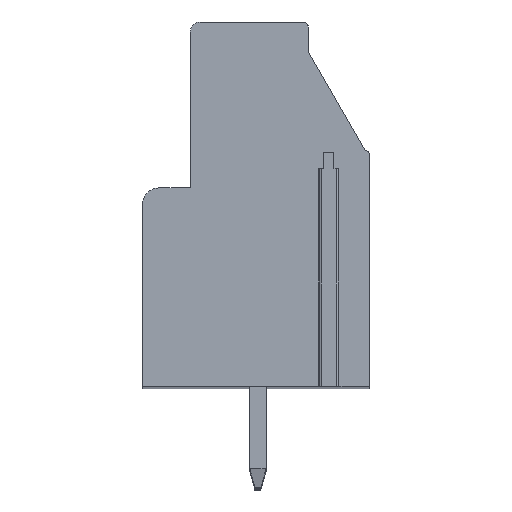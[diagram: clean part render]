
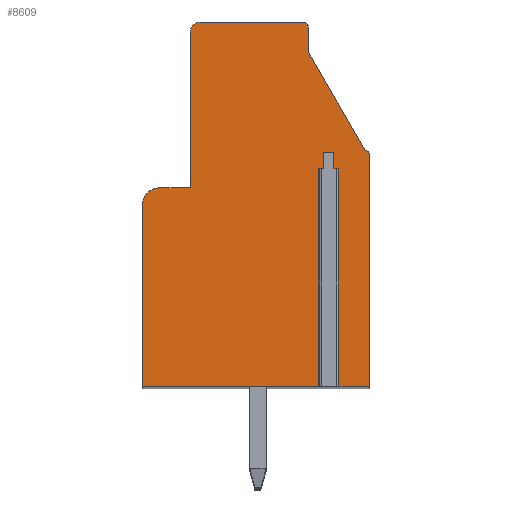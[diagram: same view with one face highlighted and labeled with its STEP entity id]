
A CAD part, top view. The second image highlights one B-rep face of the part: STEP entity #8609.
In plain terms, the highlighted planar face has unit normal (0, 0, 1).
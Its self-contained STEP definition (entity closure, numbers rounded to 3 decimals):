
#2691=DIRECTION('',(-1.,0.,0.));
#2692=VECTOR('',#2691,0.5);
#2693=CARTESIAN_POINT('',(3.85,2.55,3.75));
#2694=LINE('',#2693,#2692);
#2695=DIRECTION('',(0.,1.,0.));
#2696=VECTOR('',#2695,0.8);
#2697=CARTESIAN_POINT('',(3.35,1.75,3.75));
#2698=LINE('',#2697,#2696);
#2699=DIRECTION('',(0.,1.,0.));
#2700=VECTOR('',#2699,10.75);
#2701=CARTESIAN_POINT('',(3.35,-9.,3.75));
#2702=LINE('',#2701,#2700);
#2703=DIRECTION('',(1.,0.,0.));
#2704=VECTOR('',#2703,8.95);
#2705=CARTESIAN_POINT('',(-5.6,-9.,3.75));
#2706=LINE('',#2705,#2704);
#2707=DIRECTION('',(0.,-1.,0.));
#2708=VECTOR('',#2707,9.);
#2709=CARTESIAN_POINT('',(-5.6,0.,3.75));
#2710=LINE('',#2709,#2708);
#2711=CARTESIAN_POINT('',(-4.8,0.,3.75));
#2712=DIRECTION('',(0.,0.,1.));
#2713=DIRECTION('',(0.,1.,0.));
#2714=AXIS2_PLACEMENT_3D('',#2711,#2712,#2713);
#2716=DIRECTION('',(-1.,0.,0.));
#2717=VECTOR('',#2716,1.55);
#2718=CARTESIAN_POINT('',(-3.25,0.8,3.75));
#2719=LINE('',#2718,#2717);
#2720=DIRECTION('',(0.,-1.,0.));
#2721=VECTOR('',#2720,7.7);
#2722=CARTESIAN_POINT('',(-3.25,8.5,3.75));
#2723=LINE('',#2722,#2721);
#2724=CARTESIAN_POINT('',(-2.75,8.5,3.75));
#2725=DIRECTION('',(0.,0.,1.));
#2726=DIRECTION('',(0.,1.,0.));
#2727=AXIS2_PLACEMENT_3D('',#2724,#2725,#2726);
#2729=DIRECTION('',(-1.,0.,0.));
#2730=VECTOR('',#2729,5.05);
#2731=CARTESIAN_POINT('',(2.3,9.,3.75));
#2732=LINE('',#2731,#2730);
#2733=CARTESIAN_POINT('',(2.3,8.7,3.75));
#2734=DIRECTION('',(0.,0.,1.));
#2735=DIRECTION('',(1.,0.,0.));
#2736=AXIS2_PLACEMENT_3D('',#2733,#2734,#2735);
#2738=DIRECTION('',(0.,1.,0.));
#2739=VECTOR('',#2738,1.2);
#2740=CARTESIAN_POINT('',(2.6,7.5,3.75));
#2741=LINE('',#2740,#2739);
#2742=DIRECTION('',(-0.5,0.866,0.));
#2743=VECTOR('',#2742,5.6);
#2744=CARTESIAN_POINT('',(5.4,2.65,3.75));
#2745=LINE('',#2744,#2743);
#2746=CARTESIAN_POINT('',(5.4,2.45,3.75));
#2747=DIRECTION('',(0.,0.,1.));
#2748=DIRECTION('',(1.,0.,0.));
#2749=AXIS2_PLACEMENT_3D('',#2746,#2747,#2748);
#2751=DIRECTION('',(0.,1.,0.));
#2752=VECTOR('',#2751,11.45);
#2753=CARTESIAN_POINT('',(5.6,-9.,3.75));
#2754=LINE('',#2753,#2752);
#2755=DIRECTION('',(1.,0.,0.));
#2756=VECTOR('',#2755,1.75);
#2757=CARTESIAN_POINT('',(3.85,-9.,3.75));
#2758=LINE('',#2757,#2756);
#2759=DIRECTION('',(0.,1.,0.));
#2760=VECTOR('',#2759,10.75);
#2761=CARTESIAN_POINT('',(3.85,-9.,3.75));
#2762=LINE('',#2761,#2760);
#2763=DIRECTION('',(0.,1.,0.));
#2764=VECTOR('',#2763,0.8);
#2765=CARTESIAN_POINT('',(3.85,1.75,3.75));
#2766=LINE('',#2765,#2764);
#4085=CARTESIAN_POINT('',(5.6,-9.,3.75));
#4086=CARTESIAN_POINT('',(5.6,2.45,3.75));
#4087=VERTEX_POINT('',#4085);
#4088=VERTEX_POINT('',#4086);
#4089=CARTESIAN_POINT('',(5.4,2.65,3.75));
#4090=VERTEX_POINT('',#4089);
#4091=CARTESIAN_POINT('',(2.6,7.5,3.75));
#4092=VERTEX_POINT('',#4091);
#4094=CARTESIAN_POINT('',(-5.6,-9.,3.75));
#4096=VERTEX_POINT('',#4094);
#4113=CARTESIAN_POINT('',(3.35,-9.,3.75));
#4114=VERTEX_POINT('',#4113);
#4115=CARTESIAN_POINT('',(3.85,-9.,3.75));
#4116=VERTEX_POINT('',#4115);
#4286=CARTESIAN_POINT('',(-3.25,0.8,3.75));
#4288=VERTEX_POINT('',#4286);
#4293=CARTESIAN_POINT('',(-4.8,0.8,3.75));
#4294=VERTEX_POINT('',#4293);
#4295=CARTESIAN_POINT('',(-5.6,0.,3.75));
#4296=VERTEX_POINT('',#4295);
#4301=CARTESIAN_POINT('',(-2.75,9.,3.75));
#4302=VERTEX_POINT('',#4301);
#4303=CARTESIAN_POINT('',(-3.25,8.5,3.75));
#4304=VERTEX_POINT('',#4303);
#4309=CARTESIAN_POINT('',(2.6,8.7,3.75));
#4310=VERTEX_POINT('',#4309);
#4311=CARTESIAN_POINT('',(2.3,9.,3.75));
#4312=VERTEX_POINT('',#4311);
#4317=CARTESIAN_POINT('',(3.85,2.55,3.75));
#4318=CARTESIAN_POINT('',(3.35,2.55,3.75));
#4319=VERTEX_POINT('',#4317);
#4320=VERTEX_POINT('',#4318);
#4321=CARTESIAN_POINT('',(3.35,1.75,3.75));
#4322=VERTEX_POINT('',#4321);
#4323=CARTESIAN_POINT('',(3.85,1.75,3.75));
#4324=VERTEX_POINT('',#4323);
#8579=CARTESIAN_POINT('',(0.,0.,3.75));
#8580=DIRECTION('',(0.,0.,1.));
#8581=DIRECTION('',(1.,0.,0.));
#8582=AXIS2_PLACEMENT_3D('',#8579,#8580,#8581);
#8583=PLANE('',#8582);
#8585=ORIENTED_EDGE('',*,*,#8584,.T.);
#8587=ORIENTED_EDGE('',*,*,#8586,.F.);
#8589=ORIENTED_EDGE('',*,*,#8588,.F.);
#8590=ORIENTED_EDGE('',*,*,#8356,.F.);
#8591=ORIENTED_EDGE('',*,*,#8572,.F.);
#8592=ORIENTED_EDGE('',*,*,#5193,.F.);
#8593=ORIENTED_EDGE('',*,*,#5209,.F.);
#8594=ORIENTED_EDGE('',*,*,#5221,.F.);
#8595=ORIENTED_EDGE('',*,*,#5236,.F.);
#8596=ORIENTED_EDGE('',*,*,#5251,.F.);
#8597=ORIENTED_EDGE('',*,*,#8184,.F.);
#8598=ORIENTED_EDGE('',*,*,#8199,.F.);
#8599=ORIENTED_EDGE('',*,*,#8212,.F.);
#8600=ORIENTED_EDGE('',*,*,#8226,.F.);
#8601=ORIENTED_EDGE('',*,*,#8240,.F.);
#8602=ORIENTED_EDGE('',*,*,#8368,.F.);
#8604=ORIENTED_EDGE('',*,*,#8603,.T.);
#8606=ORIENTED_EDGE('',*,*,#8605,.T.);
#8607=EDGE_LOOP('',(#8585,#8587,#8589,#8590,#8591,#8592,#8593,#8594,#8595,#8596,
#8597,#8598,#8599,#8600,#8601,#8602,#8604,#8606));
#8608=FACE_OUTER_BOUND('',#8607,.F.);
#2715=CIRCLE('',#2714,0.8);
#2728=CIRCLE('',#2727,0.5);
#2737=CIRCLE('',#2736,0.3);
#2750=CIRCLE('',#2749,0.2);
#5193=EDGE_CURVE('',#4294,#4296,#2715,.T.);
#5209=EDGE_CURVE('',#4288,#4294,#2719,.T.);
#5221=EDGE_CURVE('',#4304,#4288,#2723,.T.);
#5236=EDGE_CURVE('',#4302,#4304,#2728,.T.);
#5251=EDGE_CURVE('',#4312,#4302,#2732,.T.);
#8184=EDGE_CURVE('',#4310,#4312,#2737,.T.);
#8199=EDGE_CURVE('',#4092,#4310,#2741,.T.);
#8212=EDGE_CURVE('',#4090,#4092,#2745,.T.);
#8226=EDGE_CURVE('',#4088,#4090,#2750,.T.);
#8240=EDGE_CURVE('',#4087,#4088,#2754,.T.);
#8356=EDGE_CURVE('',#4096,#4114,#2706,.T.);
#8368=EDGE_CURVE('',#4116,#4087,#2758,.T.);
#8572=EDGE_CURVE('',#4296,#4096,#2710,.T.);
#8584=EDGE_CURVE('',#4319,#4320,#2694,.T.);
#8586=EDGE_CURVE('',#4322,#4320,#2698,.T.);
#8588=EDGE_CURVE('',#4114,#4322,#2702,.T.);
#8603=EDGE_CURVE('',#4116,#4324,#2762,.T.);
#8605=EDGE_CURVE('',#4324,#4319,#2766,.T.);
#8609=ADVANCED_FACE('',(#8608),#8583,.T.);
